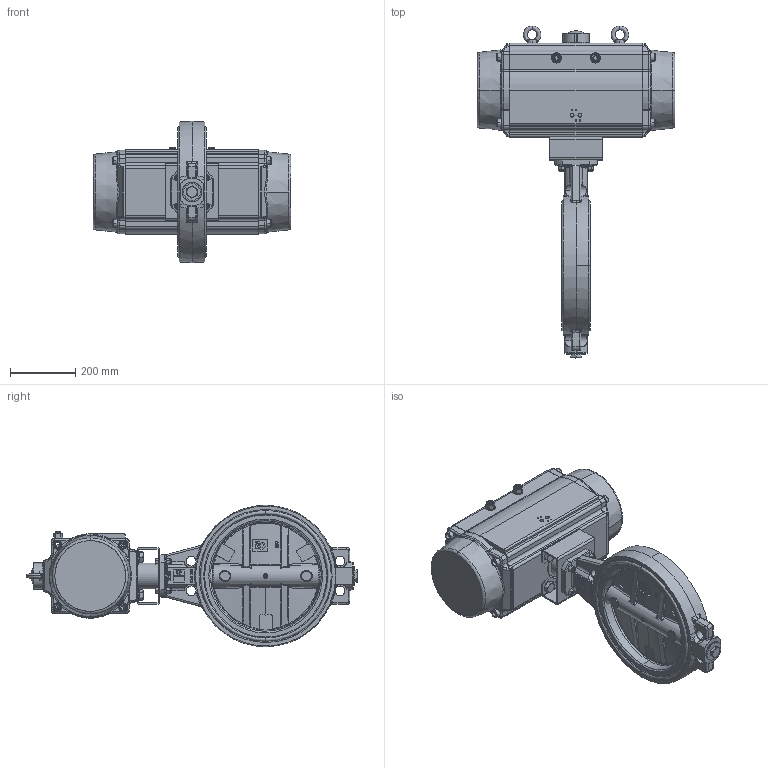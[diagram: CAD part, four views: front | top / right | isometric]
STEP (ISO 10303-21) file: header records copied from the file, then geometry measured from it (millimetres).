
FILE_DESCRIPTION (( 'STEP AP203' ), '1' );
FILE_NAME ('AK01_DN350_pneu._GS.STEP', '2022-11-03T14:56:04', ( '' ), ( '' ), 'SwSTEP 2.0', 'SolidWorks 2021', '' );
FILE_SCHEMA (( 'CONFIG_CONTROL_DESIGN' ));
Length unit declared in the file: metre
Products named in the file (1): AK01_DN350_pneu._GS
Bounding box: 608 x 1021 x 435 mm (x, y, z)
Surface area: 1459559.3 mm2 (no closed solid volume)
Topology: 0 solids, 602 shells, 1341 faces, 5315 edges, 4439 vertices
Faces by surface type: plane 388, cylinder 326, bspline 236, torus 217, cone 154, sphere 20
Entity records: 106867 total; most frequent: CARTESIAN_POINT 66977, DIRECTION 7487, ORIENTED_EDGE 6803, EDGE_CURVE 5270, VERTEX_POINT 4439, AXIS2_PLACEMENT_3D 2897, CIRCLE 1791, B_SPLINE_CURVE_WITH_KNOTS 1723
